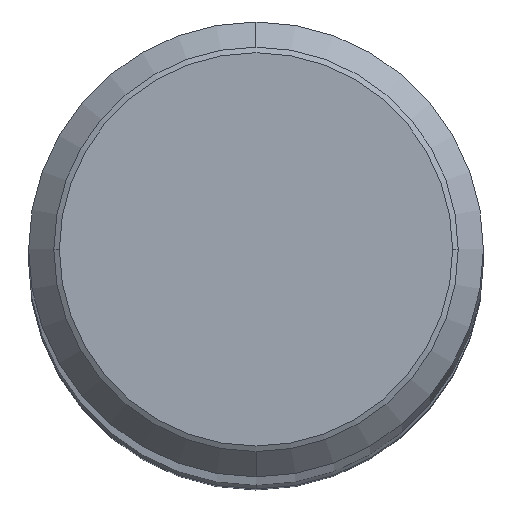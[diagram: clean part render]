
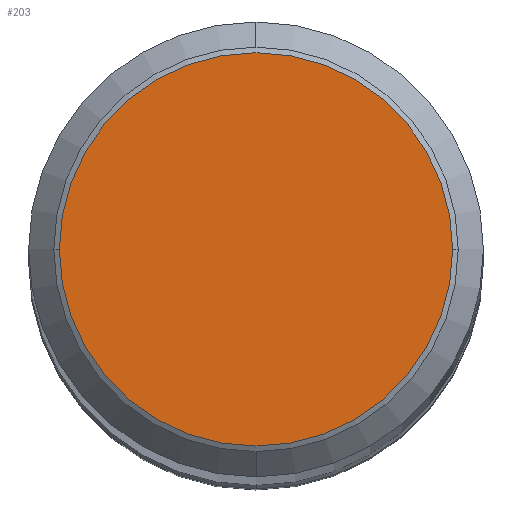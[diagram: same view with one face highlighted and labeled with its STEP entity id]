
A CAD part, top view. The second image highlights one B-rep face of the part: STEP entity #203.
In plain terms, the highlighted planar face has unit normal (0, 0, 1).
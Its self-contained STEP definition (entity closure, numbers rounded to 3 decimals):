
#181=EDGE_CURVE('',#189,#207,#381,.T.);
#187=EDGE_CURVE('',#207,#189,#387,.T.);
#189=VERTEX_POINT('',#389);
#203=ADVANCED_FACE('',(#404),#405,.T.);
#207=VERTEX_POINT('',#409);
#381=CIRCLE('',#609,10.376);
#387=CIRCLE('',#617,10.376);
#389=CARTESIAN_POINT('',(10.376,0.,366.5));
#404=FACE_OUTER_BOUND('',#641,.T.);
#405=PLANE('',#642);
#409=CARTESIAN_POINT('',(-10.376,0.,366.5));
#609=AXIS2_PLACEMENT_3D('',#879,#880,#881);
#617=AXIS2_PLACEMENT_3D('',#885,#886,#887);
#641=EDGE_LOOP('',(#904,#905));
#642=AXIS2_PLACEMENT_3D('',#906,#907,#908);
#879=CARTESIAN_POINT('',(0.,0.0,366.5));
#880=DIRECTION('',(0.0,0.0,1.0));
#881=DIRECTION('',(-1.0,0.,0.0));
#885=CARTESIAN_POINT('',(0.,0.0,366.5));
#886=DIRECTION('',(0.0,0.0,1.0));
#887=DIRECTION('',(-1.0,0.,0.0));
#904=ORIENTED_EDGE('',*,*,#187,.T.);
#905=ORIENTED_EDGE('',*,*,#181,.T.);
#906=CARTESIAN_POINT('',(0.,-5.25,366.5));
#907=DIRECTION('',(0.0,0.0,1.0));
#908=DIRECTION('',(0.,-1.0,0.0));
